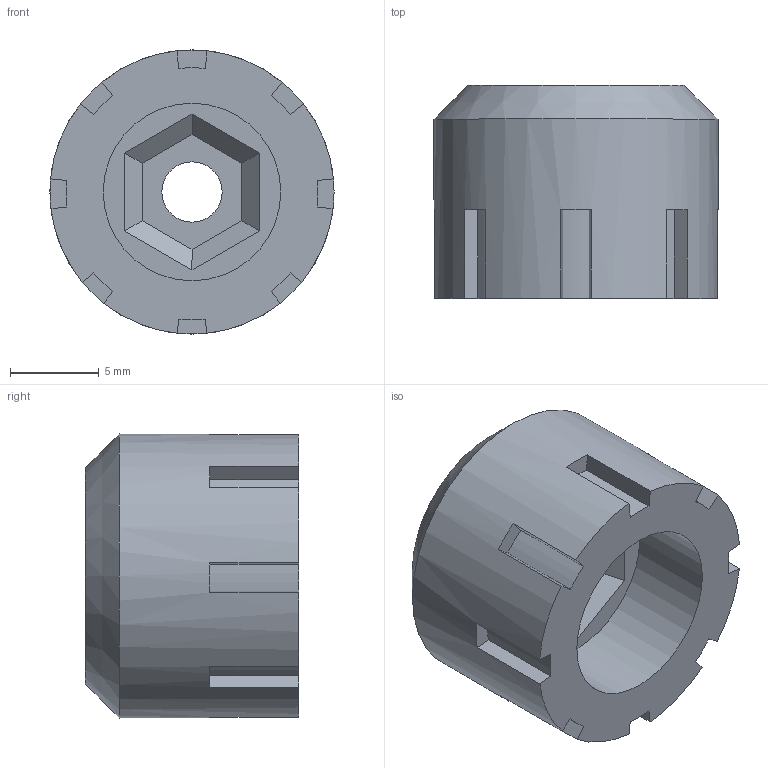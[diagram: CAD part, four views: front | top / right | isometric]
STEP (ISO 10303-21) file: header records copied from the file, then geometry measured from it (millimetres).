
FILE_DESCRIPTION(('FreeCAD Model'),'2;1');
FILE_NAME('Open CASCADE Shape Model','2025-05-13T23:30:46',(''),(''), 'Open CASCADE STEP processor 7.8','FreeCAD','Unknown');
FILE_SCHEMA(('AUTOMOTIVE_DESIGN { 1 0 10303 214 1 1 1 1 }'));
Length unit declared in the file: millimetre
Products named in the file (1): Body
Bounding box: 16 x 12 x 16 mm (x, y, z)
Volume: 1714.3 mm3; surface area: 1256.9 mm2
Topology: 1 solids, 1 shells, 52 faces, 137 edges, 89 vertices
Faces by surface type: plane 40, cylinder 11, cone 1
Full cylindrical faces by diameter (mm): 3.4 x1, 10 x1, 16 x1
Entity records: 1629 total; most frequent: DIRECTION 281, CARTESIAN_POINT 280, ORIENTED_EDGE 274, EDGE_CURVE 137, LINE 97, VECTOR 97, AXIS2_PLACEMENT_3D 92, VERTEX_POINT 89
